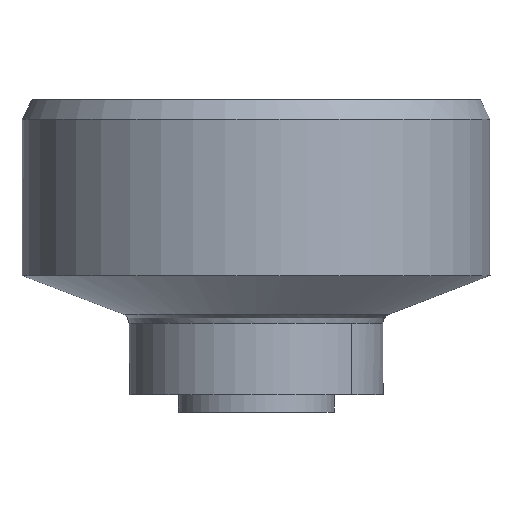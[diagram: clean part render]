
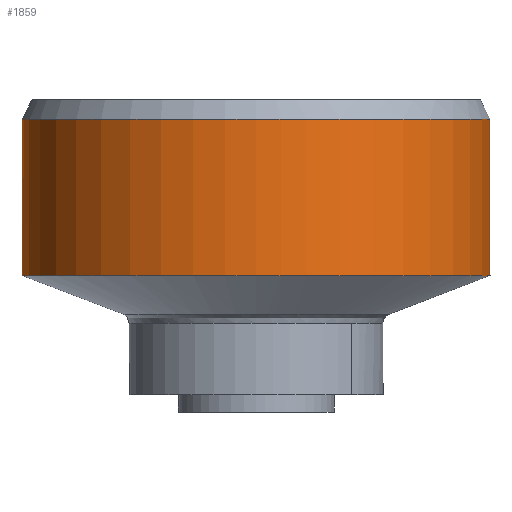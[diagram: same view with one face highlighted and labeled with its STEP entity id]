
A CAD part, left-side view. The second image highlights one B-rep face of the part: STEP entity #1859.
In plain terms, the highlighted free-form (B-spline) face has degree [2, 1] with [7, 2] control points.
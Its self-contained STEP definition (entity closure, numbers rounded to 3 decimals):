
#1497=CARTESIAN_POINT('',(-12.0,0.0,7.));
#1498=VERTEX_POINT('',#1497);
#1499=CARTESIAN_POINT('',(8.26,8.704,7.));
#1500=VERTEX_POINT('',#1499);
#1501=CARTESIAN_POINT('',(-12.0,0.0,7.));
#1502=CARTESIAN_POINT('',(-12.0,12.0,7.));
#1503=CARTESIAN_POINT('',(0.0,12.0,7.));
#1504=CARTESIAN_POINT('',(4.788,12.,7.));
#1505=CARTESIAN_POINT('',(8.26,8.704,7.));
#1513=(BOUNDED_CURVE()B_SPLINE_CURVE(2,(#1501,#1502,#1503,#1504,#1505),.UNSPECIFIED.,.F.,.U.)B_SPLINE_CURVE_WITH_KNOTS((3,2,3),(0.0,0.25,0.371),.UNSPECIFIED.)CURVE()GEOMETRIC_REPRESENTATION_ITEM()RATIONAL_B_SPLINE_CURVE((1.0,0.707,1.0,0.858,0.854))REPRESENTATION_ITEM(''));
#1514=EDGE_CURVE('',#1498,#1500,#1513,.T.);
#1594=CARTESIAN_POINT('',(0.733,-11.978,7.));
#1595=VERTEX_POINT('',#1594);
#1609=CARTESIAN_POINT('',(0.733,-11.978,7.));
#1610=CARTESIAN_POINT('',(0.367,-12.,7.));
#1611=CARTESIAN_POINT('',(0.0,-12.0,7.));
#1612=CARTESIAN_POINT('',(-12.0,-12.0,7.));
#1613=CARTESIAN_POINT('',(-12.0,0.0,7.));
#1621=(BOUNDED_CURVE()B_SPLINE_CURVE(2,(#1609,#1610,#1611,#1612,#1613),.UNSPECIFIED.,.F.,.U.)B_SPLINE_CURVE_WITH_KNOTS((3,2,3),(0.739,0.75,1.0),.UNSPECIFIED.)CURVE()GEOMETRIC_REPRESENTATION_ITEM()RATIONAL_B_SPLINE_CURVE((0.976,0.988,1.0,0.707,1.0))REPRESENTATION_ITEM(''));
#1622=EDGE_CURVE('',#1595,#1498,#1621,.T.);
#1641=CARTESIAN_POINT('',(11.234,4.219,7.));
#1642=VERTEX_POINT('',#1641);
#1643=CARTESIAN_POINT('',(8.26,8.704,7.));
#1644=CARTESIAN_POINT('',(10.263,6.804,7.));
#1645=CARTESIAN_POINT('',(11.234,4.219,7.));
#1653=(BOUNDED_CURVE()B_SPLINE_CURVE(2,(#1643,#1644,#1645),.UNSPECIFIED.,.F.,.U.)B_SPLINE_CURVE_WITH_KNOTS((3,3),(0.371,0.44),.UNSPECIFIED.)CURVE()GEOMETRIC_REPRESENTATION_ITEM()RATIONAL_B_SPLINE_CURVE((0.854,0.851,0.893))REPRESENTATION_ITEM(''));
#1654=EDGE_CURVE('',#1500,#1642,#1653,.T.);
#1735=CARTESIAN_POINT('',(11.234,4.219,15.));
#1736=VERTEX_POINT('',#1735);
#1752=CARTESIAN_POINT('',(0.733,-11.978,15.));
#1753=VERTEX_POINT('',#1752);
#1767=CARTESIAN_POINT('',(0.733,-11.978,15.));
#1768=CARTESIAN_POINT('',(0.733,-11.978,7.));
#1769=QUASI_UNIFORM_CURVE('',1,(#1767,#1768),.UNSPECIFIED.,.F.,.U.);
#1770=EDGE_CURVE('',#1753,#1595,#1769,.T.);
#1775=CARTESIAN_POINT('',(11.234,4.219,15.));
#1776=CARTESIAN_POINT('',(11.234,4.219,7.));
#1777=QUASI_UNIFORM_CURVE('',1,(#1775,#1776),.UNSPECIFIED.,.F.,.U.);
#1778=EDGE_CURVE('',#1736,#1642,#1777,.T.);
#1783=CARTESIAN_POINT('',(0.733,-11.978,15.2));
#1784=CARTESIAN_POINT('',(-11.245,-12.71,15.2));
#1785=CARTESIAN_POINT('',(-11.978,-0.733,15.2));
#1786=CARTESIAN_POINT('',(-12.71,11.245,15.2));
#1787=CARTESIAN_POINT('',(-0.733,11.978,15.2));
#1788=CARTESIAN_POINT('',(8.116,12.519,15.2));
#1789=CARTESIAN_POINT('',(11.234,4.219,15.2));
#1790=CARTESIAN_POINT('',(0.733,-11.978,6.795));
#1791=CARTESIAN_POINT('',(-11.245,-12.71,6.795));
#1792=CARTESIAN_POINT('',(-11.978,-0.733,6.795));
#1793=CARTESIAN_POINT('',(-12.71,11.245,6.795));
#1794=CARTESIAN_POINT('',(-0.733,11.978,6.795));
#1795=CARTESIAN_POINT('',(8.116,12.519,6.795));
#1796=CARTESIAN_POINT('',(11.234,4.219,6.795));
#1804=(BOUNDED_SURFACE()B_SPLINE_SURFACE(2,1,((#1783,#1790),(#1784,#1791),(#1785,#1792),(#1786,#1793),(#1787,#1794),(#1788,#1795),(#1789,#1796)),.UNSPECIFIED.,.F.,.F.,.U.)B_SPLINE_SURFACE_WITH_KNOTS((3,2,2,3),(2,2),(0.0,19.882,39.765,55.67),(0.0,8.405),.UNSPECIFIED.)GEOMETRIC_REPRESENTATION_ITEM()RATIONAL_B_SPLINE_SURFACE(((1.0,1.0),(0.707,0.707),(1.0,1.0),(0.707,0.707),(1.0,1.0),(0.766,0.766),(0.906,0.906)))REPRESENTATION_ITEM('')SURFACE());
#1805=CARTESIAN_POINT('',(-1.416,11.916,15.));
#1806=VERTEX_POINT('',#1805);
#1807=CARTESIAN_POINT('',(-1.416,11.916,15.));
#1808=CARTESIAN_POINT('',(-0.711,12.,15.));
#1809=CARTESIAN_POINT('',(0.0,12.0,15.0));
#1810=CARTESIAN_POINT('',(8.311,12.,15.));
#1811=CARTESIAN_POINT('',(11.234,4.219,15.));
#1819=(BOUNDED_CURVE()B_SPLINE_CURVE(2,(#1807,#1808,#1809,#1810,#1811),.UNSPECIFIED.,.F.,.U.)B_SPLINE_CURVE_WITH_KNOTS((3,2,3),(0.23,0.25,0.44),.UNSPECIFIED.)CURVE()GEOMETRIC_REPRESENTATION_ITEM()RATIONAL_B_SPLINE_CURVE((0.956,0.976,1.0,0.777,0.893))REPRESENTATION_ITEM(''));
#1820=EDGE_CURVE('',#1806,#1736,#1819,.T.);
#1821=ORIENTED_EDGE('',*,*,#1820,.T.);
#1822=ORIENTED_EDGE('',*,*,#1778,.T.);
#1823=ORIENTED_EDGE('',*,*,#1654,.F.);
#1824=ORIENTED_EDGE('',*,*,#1514,.F.);
#1825=ORIENTED_EDGE('',*,*,#1622,.F.);
#1826=ORIENTED_EDGE('',*,*,#1770,.F.);
#1827=CARTESIAN_POINT('',(-12.0,0.0,15.0));
#1828=VERTEX_POINT('',#1827);
#1829=CARTESIAN_POINT('',(0.733,-11.978,15.));
#1830=CARTESIAN_POINT('',(0.367,-12.,15.));
#1831=CARTESIAN_POINT('',(0.0,-12.0,15.0));
#1832=CARTESIAN_POINT('',(-12.0,-12.0,15.));
#1833=CARTESIAN_POINT('',(-12.0,0.0,15.0));
#1841=(BOUNDED_CURVE()B_SPLINE_CURVE(2,(#1829,#1830,#1831,#1832,#1833),.UNSPECIFIED.,.F.,.U.)B_SPLINE_CURVE_WITH_KNOTS((3,2,3),(0.739,0.75,1.0),.UNSPECIFIED.)CURVE()GEOMETRIC_REPRESENTATION_ITEM()RATIONAL_B_SPLINE_CURVE((0.976,0.988,1.0,0.707,1.0))REPRESENTATION_ITEM(''));
#1842=EDGE_CURVE('',#1753,#1828,#1841,.T.);
#1843=ORIENTED_EDGE('',*,*,#1842,.T.);
#1844=CARTESIAN_POINT('',(-12.0,0.0,15.0));
#1845=CARTESIAN_POINT('',(-12.,10.658,15.));
#1846=CARTESIAN_POINT('',(-1.416,11.916,15.));
#1854=(BOUNDED_CURVE()B_SPLINE_CURVE(2,(#1844,#1845,#1846),.UNSPECIFIED.,.F.,.U.)B_SPLINE_CURVE_WITH_KNOTS((3,3),(0.0,0.23),.UNSPECIFIED.)CURVE()GEOMETRIC_REPRESENTATION_ITEM()RATIONAL_B_SPLINE_CURVE((1.0,0.731,0.956))REPRESENTATION_ITEM(''));
#1855=EDGE_CURVE('',#1828,#1806,#1854,.T.);
#1856=ORIENTED_EDGE('',*,*,#1855,.T.);
#1857=EDGE_LOOP('',(#1821,#1822,#1823,#1824,#1825,#1826,#1843,#1856));
#1858=FACE_OUTER_BOUND('',#1857,.T.);
#1859=ADVANCED_FACE('',(#1858),#1804,.T.);
